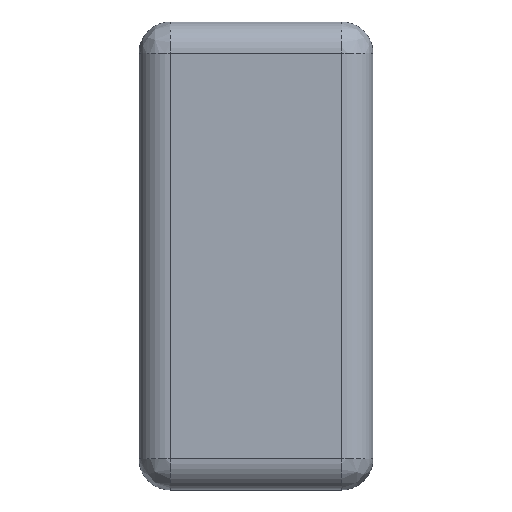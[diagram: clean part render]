
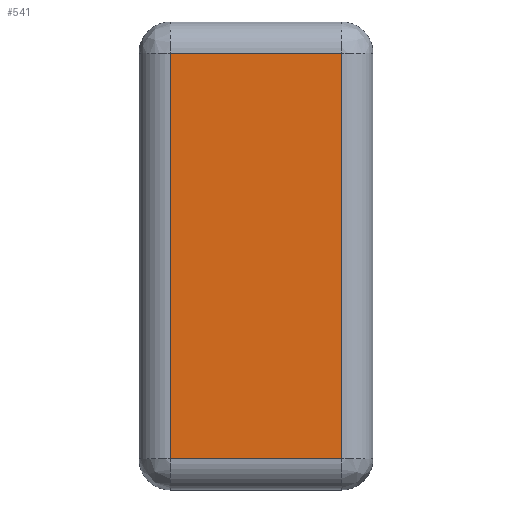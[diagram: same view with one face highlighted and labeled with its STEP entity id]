
A CAD part, top view. The second image highlights one B-rep face of the part: STEP entity #541.
In plain terms, the highlighted planar face has unit normal (0, 0, 1).
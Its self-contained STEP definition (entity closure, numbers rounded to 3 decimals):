
#5 = DIRECTION ( 'NONE',  ( 0., 1., 0. ) ) ;
#11 = VERTEX_POINT ( 'NONE', #276 ) ;
#24 = LINE ( 'NONE', #464, #282 ) ;
#30 = DIRECTION ( 'NONE',  ( 1., 0., 0. ) ) ;
#62 = CARTESIAN_POINT ( 'NONE',  ( 5.5, 13., 3. ) ) ;
#87 = AXIS2_PLACEMENT_3D ( 'NONE', #118, #125, #30 ) ;
#94 = ORIENTED_EDGE ( 'NONE', *, *, #96, .F. ) ;
#96 = EDGE_CURVE ( 'NONE', #515, #251, #24, .T. ) ;
#118 = CARTESIAN_POINT ( 'NONE',  ( 0., 0., 3. ) ) ;
#119 = FACE_OUTER_BOUND ( 'NONE', #386, .T. ) ;
#125 = DIRECTION ( 'NONE',  ( 0., 0., 1. ) ) ;
#153 = VERTEX_POINT ( 'NONE', #243 ) ;
#173 = VECTOR ( 'NONE', #310, 1000. ) ;
#191 = LINE ( 'NONE', #363, #342 ) ;
#208 = DIRECTION ( 'NONE',  ( 1., 0., 0. ) ) ;
#222 = CARTESIAN_POINT ( 'NONE',  ( -5.5, -7.5, 3. ) ) ;
#243 = CARTESIAN_POINT ( 'NONE',  ( 5.5, -13., 3. ) ) ;
#251 = VERTEX_POINT ( 'NONE', #62 ) ;
#257 = ORIENTED_EDGE ( 'NONE', *, *, #491, .F. ) ;
#264 = ORIENTED_EDGE ( 'NONE', *, *, #510, .F. ) ;
#276 = CARTESIAN_POINT ( 'NONE',  ( -5.5, -13., 3. ) ) ;
#282 = VECTOR ( 'NONE', #208, 1000. ) ;
#302 = CARTESIAN_POINT ( 'NONE',  ( -5.5, 13., 3. ) ) ;
#310 = DIRECTION ( 'NONE',  ( 0., -1., 0. ) ) ;
#342 = VECTOR ( 'NONE', #490, 1000. ) ;
#363 = CARTESIAN_POINT ( 'NONE',  ( 3.75, -13., 3. ) ) ;
#371 = LINE ( 'NONE', #392, #173 ) ;
#374 = PLANE ( 'NONE',  #87 ) ;
#386 = EDGE_LOOP ( 'NONE', ( #264, #94, #257, #448 ) ) ;
#387 = LINE ( 'NONE', #222, #417 ) ;
#392 = CARTESIAN_POINT ( 'NONE',  ( 5.5, 7.5, 3. ) ) ;
#417 = VECTOR ( 'NONE', #5, 1000. ) ;
#437 = EDGE_CURVE ( 'NONE', #153, #11, #191, .T. ) ;
#448 = ORIENTED_EDGE ( 'NONE', *, *, #437, .F. ) ;
#464 = CARTESIAN_POINT ( 'NONE',  ( -3.75, 13., 3. ) ) ;
#490 = DIRECTION ( 'NONE',  ( -1., 0., 0. ) ) ;
#491 = EDGE_CURVE ( 'NONE', #11, #515, #387, .T. ) ;
#510 = EDGE_CURVE ( 'NONE', #251, #153, #371, .T. ) ;
#515 = VERTEX_POINT ( 'NONE', #302 ) ;
#541 = ADVANCED_FACE ( 'NONE', ( #119 ), #374, .T. ) ;
